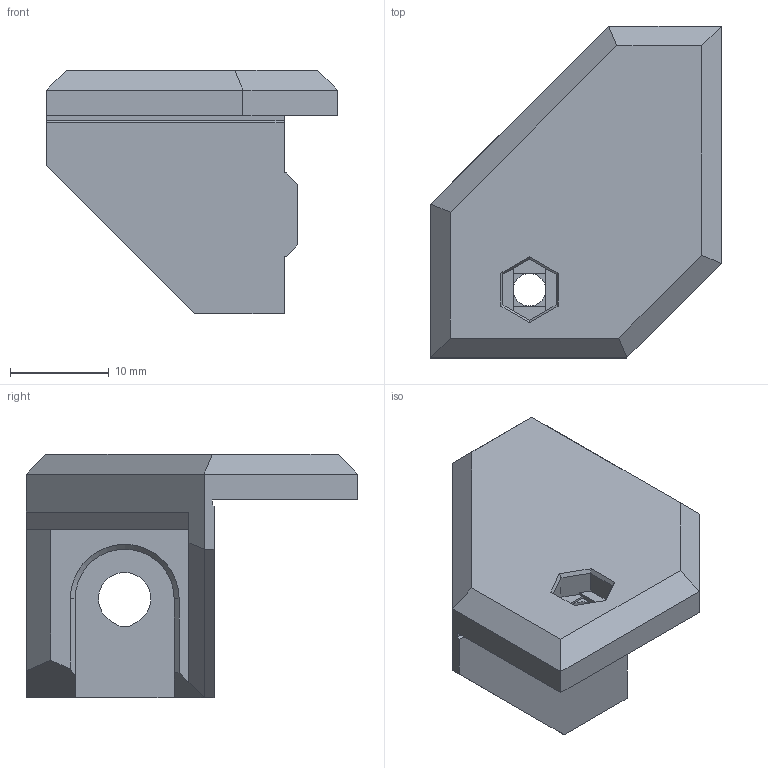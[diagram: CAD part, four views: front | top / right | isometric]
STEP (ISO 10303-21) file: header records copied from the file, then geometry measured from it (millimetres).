
FILE_DESCRIPTION(/* description */ (''),/* implementation_level */ '2;1');
FILE_NAME(/* name */ 'rambo_base_upper_mount v1.step',/* time_stamp */ '2020-05-09T15:12:38+09:00',/* author */ (''),/* organization */ (''),/* preprocessor_version */ 'ST-DEVELOPER v18',/* originating_system */ 'Autodesk Translation Framework v8.12.0.6',/* authorisation */ '');
FILE_SCHEMA (('AUTOMOTIVE_DESIGN { 1 0 10303 214 3 1 1 }'));
Length unit declared in the file: millimetre
Products named in the file (2): rambo_base_upper_mount; rambo_base_upper_mount_1
Assembly tree (1 placements, depth 2):
  rambo_base_upper_mount
    rambo_base_upper_mount_1
Bounding box: 29.4 x 33.55 x 24.6 mm (x, y, z)
Volume: 6113.8 mm3; surface area: 3560 mm2
Topology: 1 solids, 5 shells, 99 faces, 238 edges, 151 vertices
Faces by surface type: plane 93, cylinder 5, cone 1
Full cylindrical faces by diameter (mm): 1.5 x2, 3.3 x1
Entity records: 2862 total; most frequent: CARTESIAN_POINT 491, ORIENTED_EDGE 476, DIRECTION 456, EDGE_CURVE 238, LINE 224, VECTOR 224, VERTEX_POINT 151, AXIS2_PLACEMENT_3D 116
